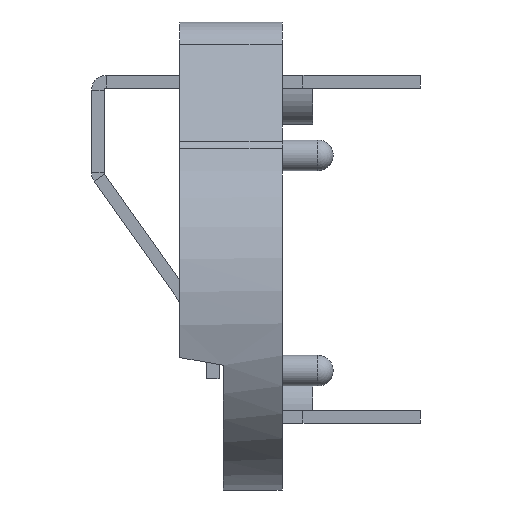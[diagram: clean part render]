
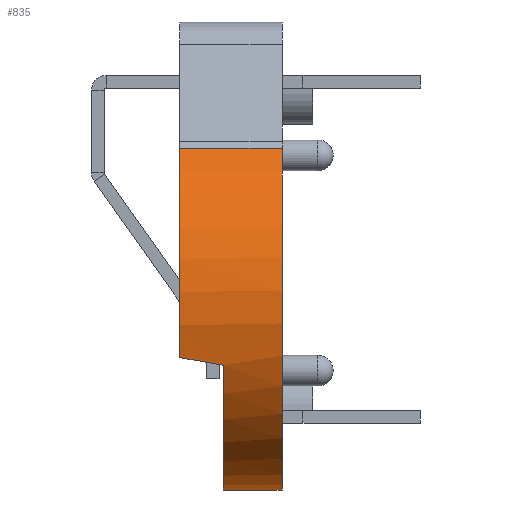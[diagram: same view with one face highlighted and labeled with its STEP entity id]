
A CAD part, left-side view. The second image highlights one B-rep face of the part: STEP entity #835.
In plain terms, the highlighted cylindrical face has radius 9.525 mm (diameter 19.05 mm), a partial arc.
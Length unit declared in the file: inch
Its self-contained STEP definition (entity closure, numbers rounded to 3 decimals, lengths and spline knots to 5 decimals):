
#8 = VERTEX_POINT ( 'NONE', #2484 ) ;
#76 = CARTESIAN_POINT ( 'NONE',  ( 0., 0., 0. ) ) ;
#100 = DIRECTION ( 'NONE',  ( 0., 0., 1. ) ) ;
#189 = CARTESIAN_POINT ( 'NONE',  ( -0.025, -0.99071, -0.37417 ) ) ;
#330 = ORIENTED_EDGE ( 'NONE', *, *, #2289, .F. ) ;
#354 = CYLINDRICAL_SURFACE ( 'NONE', #1722, 0.375 ) ;
#432 =( BOUNDED_CURVE ( )  B_SPLINE_CURVE ( 3, ( #700, #1146, #1153, #1605 ),
 .UNSPECIFIED., .F., .F. ) 
 B_SPLINE_CURVE_WITH_KNOTS ( ( 4, 4 ),
 ( 4.35841, 4.4007 ),
 .UNSPECIFIED. ) 
 CURVE ( )  GEOMETRIC_REPRESENTATION_ITEM ( )  RATIONAL_B_SPLINE_CURVE ( ( 1., 1., 1., 1. ) ) 
 REPRESENTATION_ITEM ( '' )  );
#530 = ORIENTED_EDGE ( 'NONE', *, *, #2740, .T. ) ;
#597 = CARTESIAN_POINT ( 'NONE',  ( 0., 0.115, 0. ) ) ;
#687 = AXIS2_PLACEMENT_3D ( 'NONE', #597, #1667, #1677 ) ;
#700 = CARTESIAN_POINT ( 'NONE',  ( -0.35175, 0.115, -0.12999 ) ) ;
#714 = AXIS2_PLACEMENT_3D ( 'NONE', #76, #2146, #716 ) ;
#716 = DIRECTION ( 'NONE',  ( 0., 0., 1. ) ) ;
#769 = DIRECTION ( 'NONE',  ( 0., 1., 0. ) ) ;
#806 = CARTESIAN_POINT ( 'NONE',  ( -0.2322, 0.2, 0.29446 ) ) ;
#835 = ADVANCED_FACE ( 'NONE', ( #904 ), #354, .T. ) ;
#840 = DIRECTION ( 'NONE',  ( 0., 1., 0. ) ) ;
#868 = AXIS2_PLACEMENT_3D ( 'NONE', #1433, #964, #100 ) ;
#904 = FACE_OUTER_BOUND ( 'NONE', #1704, .T. ) ;
#964 = DIRECTION ( 'NONE',  ( 0., 1., 0. ) ) ;
#1087 = CARTESIAN_POINT ( 'NONE',  ( -0.35693, 0.2, -0.115 ) ) ;
#1118 = ORIENTED_EDGE ( 'NONE', *, *, #1255, .T. ) ;
#1146 = CARTESIAN_POINT ( 'NONE',  ( -0.35358, 0.14312, -0.12503 ) ) ;
#1153 = CARTESIAN_POINT ( 'NONE',  ( -0.35531, 0.17146, -0.12003 ) ) ;
#1176 = VERTEX_POINT ( 'NONE', #806 ) ;
#1199 = EDGE_CURVE ( 'NONE', #1325, #2541, #2774, .T. ) ;
#1201 = CARTESIAN_POINT ( 'NONE',  ( -0.025, 0.115, -0.37417 ) ) ;
#1218 = DIRECTION ( 'NONE',  ( 0., 0., 1. ) ) ;
#1234 = CARTESIAN_POINT ( 'NONE',  ( -0.35175, 0.115, -0.12999 ) ) ;
#1255 = EDGE_CURVE ( 'NONE', #1630, #1176, #1964, .T. ) ;
#1311 = CIRCLE ( 'NONE', #714, 0.375 ) ;
#1325 = VERTEX_POINT ( 'NONE', #1234 ) ;
#1433 = CARTESIAN_POINT ( 'NONE',  ( 0., 0.2, 0. ) ) ;
#1576 = VERTEX_POINT ( 'NONE', #1087 ) ;
#1605 = CARTESIAN_POINT ( 'NONE',  ( -0.35693, 0.2, -0.115 ) ) ;
#1630 = VERTEX_POINT ( 'NONE', #2863 ) ;
#1667 = DIRECTION ( 'NONE',  ( 0., -1., 0. ) ) ;
#1677 = DIRECTION ( 'NONE',  ( 0., 0., -1. ) ) ;
#1704 = EDGE_LOOP ( 'NONE', ( #330, #530, #1118, #2727, #2875, #2598 ) ) ;
#1722 = AXIS2_PLACEMENT_3D ( 'NONE', #2564, #769, #1218 ) ;
#1807 = LINE ( 'NONE', #189, #2607 ) ;
#1856 = EDGE_CURVE ( 'NONE', #1325, #1576, #432, .T. ) ;
#1907 = CARTESIAN_POINT ( 'NONE',  ( -0.2322, -0.99071, 0.29446 ) ) ;
#1945 = EDGE_CURVE ( 'NONE', #1576, #1176, #2848, .T. ) ;
#1963 = DIRECTION ( 'NONE',  ( 0., 1., 0. ) ) ;
#1964 = LINE ( 'NONE', #1907, #2855 ) ;
#2146 = DIRECTION ( 'NONE',  ( 0., 1., 0. ) ) ;
#2289 = EDGE_CURVE ( 'NONE', #8, #2541, #1807, .T. ) ;
#2484 = CARTESIAN_POINT ( 'NONE',  ( -0.025, 0., -0.37417 ) ) ;
#2541 = VERTEX_POINT ( 'NONE', #1201 ) ;
#2564 = CARTESIAN_POINT ( 'NONE',  ( 0., -0.99071, 0. ) ) ;
#2598 = ORIENTED_EDGE ( 'NONE', *, *, #1199, .T. ) ;
#2607 = VECTOR ( 'NONE', #840, 39.37008 ) ;
#2727 = ORIENTED_EDGE ( 'NONE', *, *, #1945, .F. ) ;
#2740 = EDGE_CURVE ( 'NONE', #8, #1630, #1311, .T. ) ;
#2774 = CIRCLE ( 'NONE', #687, 0.375 ) ;
#2848 = CIRCLE ( 'NONE', #868, 0.375 ) ;
#2855 = VECTOR ( 'NONE', #1963, 39.37008 ) ;
#2863 = CARTESIAN_POINT ( 'NONE',  ( -0.2322, 0., 0.29446 ) ) ;
#2875 = ORIENTED_EDGE ( 'NONE', *, *, #1856, .F. ) ;
